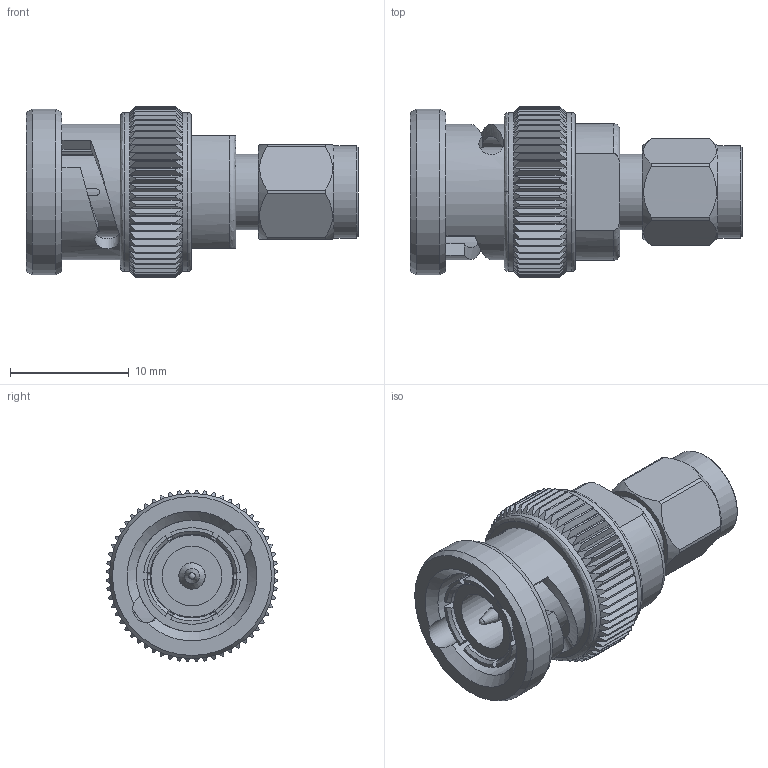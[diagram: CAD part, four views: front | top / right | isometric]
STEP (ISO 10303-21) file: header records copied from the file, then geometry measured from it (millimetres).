
FILE_DESCRIPTION (( 'STEP AP203' ), '1' );
FILE_NAME ('SM4718_3D.step', '2022-07-22T16:45:37', ( '' ), ( '' ), 'SwSTEP 2.0', 'SolidWorks 2021', '' );
FILE_SCHEMA (( 'CONFIG_CONTROL_DESIGN' ));
Length unit declared in the file: inch
Products named in the file (1): SM4718_3D
Bounding box: 27.94 x 14.46 x 14.46 mm (x, y, z)
Volume: 2151.2 mm3; surface area: 2635 mm2
Topology: 1 solids, 2 shells, 449 faces, 1056 edges, 625 vertices
Faces by surface type: plane 175, cone 144, cylinder 112, bspline 15, torus 3
Full cylindrical faces by diameter (mm): 0.711 x1, 0.94 x1, 1.016 x1, 1.092 x1, 1.194 x1, 1.27 x1, 1.627 x1, 2.054 x1, 2.184 x1, 2.212 x1, 4.445 x1, 5.004 x1, 6.35 x7, 6.604 x1, 6.904 x1, 7.057 x1, 7.501 x1, 7.762 x1, 9.395 x1, 11.395 x1, 11.515 x1, 12.023 x1, 13.38 x2, 13.922 x1
Entity records: 15739 total; most frequent: CARTESIAN_POINT 6308, ORIENTED_EDGE 1986, DIRECTION 1844, EDGE_CURVE 993, AXIS2_PLACEMENT_3D 780, VERTEX_POINT 607, EDGE_LOOP 502, FACE_OUTER_BOUND 471
